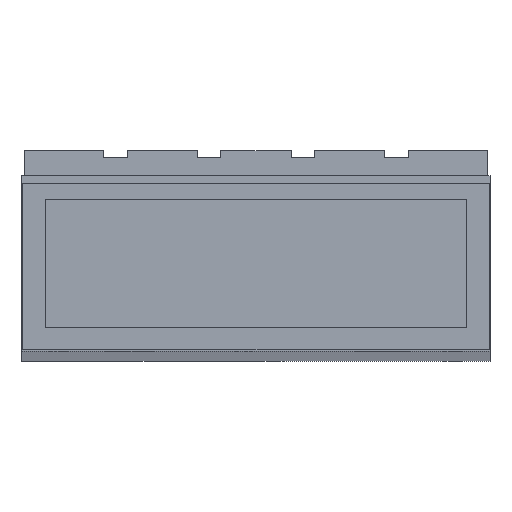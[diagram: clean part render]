
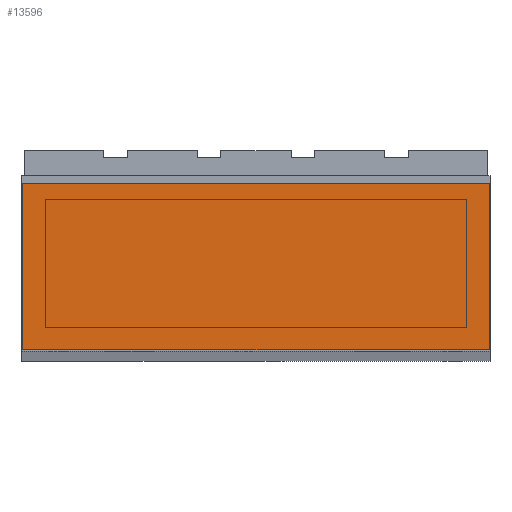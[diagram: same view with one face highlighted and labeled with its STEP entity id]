
A CAD part, top view. The second image highlights one B-rep face of the part: STEP entity #13596.
In plain terms, the highlighted planar face has unit normal (0, 0, 1).
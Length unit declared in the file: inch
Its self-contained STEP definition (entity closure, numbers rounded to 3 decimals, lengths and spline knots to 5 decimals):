
#211 = DIRECTION ( 'NONE',  ( 0., 0., 1. ) ) ;
#1006 = CARTESIAN_POINT ( 'NONE',  ( 1.96, 0.01248, 24.60257 ) ) ;
#1016 = VERTEX_POINT ( 'NONE', #12059 ) ;
#1408 = EDGE_CURVE ( 'NONE', #10895, #1016, #8658, .T. ) ;
#2024 = VECTOR ( 'NONE', #9107, 39.37008 ) ;
#2455 = VERTEX_POINT ( 'NONE', #4229 ) ;
#2496 = CARTESIAN_POINT ( 'NONE',  ( 1.96, 1.40748, 24.60257 ) ) ;
#2552 = EDGE_CURVE ( 'NONE', #2455, #10895, #11719, .T. ) ;
#2729 = LINE ( 'NONE', #3083, #2024 ) ;
#3083 = CARTESIAN_POINT ( 'NONE',  ( 1.96, 0.01248, 24.60257 ) ) ;
#4210 = CARTESIAN_POINT ( 'NONE',  ( 1.96, 1.40748, 24.60257 ) ) ;
#4229 = CARTESIAN_POINT ( 'NONE',  ( 1.96, 0.01248, 24.60257 ) ) ;
#4754 = EDGE_CURVE ( 'NONE', #1016, #6127, #13881, .T. ) ;
#5641 = VECTOR ( 'NONE', #11322, 39.37008 ) ;
#5752 = DIRECTION ( 'NONE',  ( -1., 0., 0. ) ) ;
#6127 = VERTEX_POINT ( 'NONE', #14939 ) ;
#6628 = ORIENTED_EDGE ( 'NONE', *, *, #8077, .F. ) ;
#6743 = VECTOR ( 'NONE', #5752, 39.37008 ) ;
#8077 = EDGE_CURVE ( 'NONE', #6127, #2455, #2729, .T. ) ;
#8658 = LINE ( 'NONE', #14901, #12077 ) ;
#8895 = DIRECTION ( 'NONE',  ( 0., 1., 0. ) ) ;
#9107 = DIRECTION ( 'NONE',  ( 0., -1., 0. ) ) ;
#9339 = CARTESIAN_POINT ( 'NONE',  ( -1.96, 0.01248, 24.60257 ) ) ;
#10573 = ORIENTED_EDGE ( 'NONE', *, *, #4754, .F. ) ;
#10847 = ORIENTED_EDGE ( 'NONE', *, *, #2552, .F. ) ;
#10895 = VERTEX_POINT ( 'NONE', #9339 ) ;
#10952 = PLANE ( 'NONE',  #12159 ) ;
#11031 = FACE_OUTER_BOUND ( 'NONE', #11162, .T. ) ;
#11162 = EDGE_LOOP ( 'NONE', ( #6628, #10573, #11267, #10847 ) ) ;
#11267 = ORIENTED_EDGE ( 'NONE', *, *, #1408, .F. ) ;
#11322 = DIRECTION ( 'NONE',  ( 1., 0., 0. ) ) ;
#11719 = LINE ( 'NONE', #1006, #6743 ) ;
#12059 = CARTESIAN_POINT ( 'NONE',  ( -1.96, 1.40748, 24.60257 ) ) ;
#12077 = VECTOR ( 'NONE', #8895, 39.37008 ) ;
#12159 = AXIS2_PLACEMENT_3D ( 'NONE', #2496, #211, #15464 ) ;
#13596 = ADVANCED_FACE ( 'NONE', ( #11031 ), #10952, .T. ) ;
#13881 = LINE ( 'NONE', #4210, #5641 ) ;
#14901 = CARTESIAN_POINT ( 'NONE',  ( -1.96, 0.01248, 24.60257 ) ) ;
#14939 = CARTESIAN_POINT ( 'NONE',  ( 1.96, 1.40748, 24.60257 ) ) ;
#15464 = DIRECTION ( 'NONE',  ( 1., 0., 0. ) ) ;
